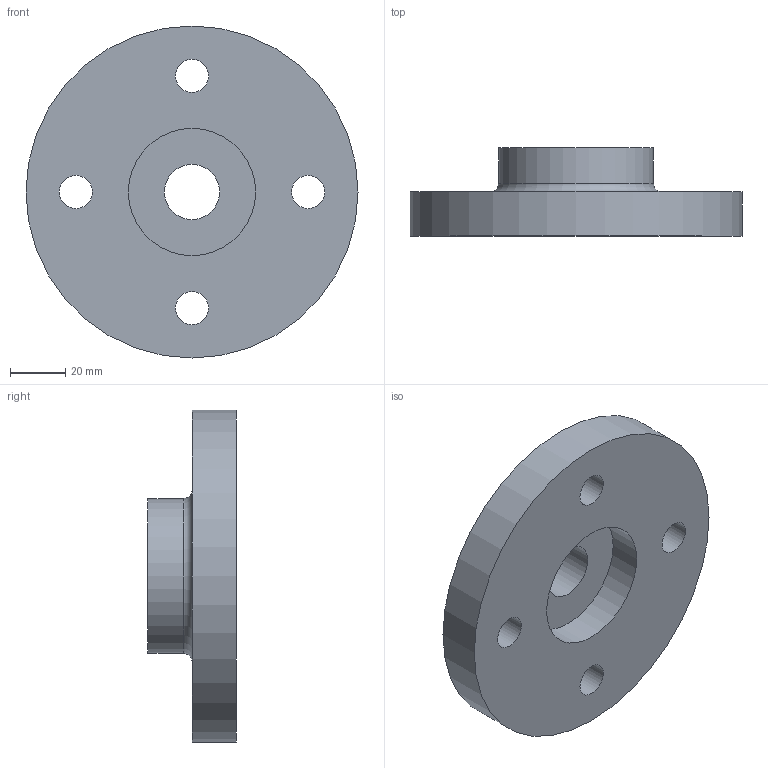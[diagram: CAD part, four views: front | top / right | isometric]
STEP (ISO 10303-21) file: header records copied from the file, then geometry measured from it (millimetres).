
FILE_DESCRIPTION (( 'STEP AP214' ), '1' );
FILE_NAME ('Drill Plate.STEP', '2025-02-12T15:17:29', ( '' ), ( '' ), 'SwSTEP 2.0', 'SolidWorks 2025', '' );
FILE_SCHEMA (( 'AUTOMOTIVE_DESIGN' ));
Length unit declared in the file: millimetre
Products named in the file (1): Drill Plate
Bounding box: 120 x 32 x 120 mm (x, y, z)
Volume: 187247.6 mm3; surface area: 35114.1 mm2
Topology: 1 solids, 1 shells, 13 faces, 26 edges, 17 vertices
Faces by surface type: cylinder 8, plane 4, torus 1
Full cylindrical faces by diameter (mm): 12 x4, 20 x1, 46 x1, 56 x1, 120 x1
Entity records: 347 total; most frequent: DIRECTION 62, CARTESIAN_POINT 48, EDGE_LOOP 34, ORIENTED_EDGE 34, AXIS2_PLACEMENT_3D 31, FACE_OUTER_BOUND 22, EDGE_CURVE 17, VERTEX_POINT 17
